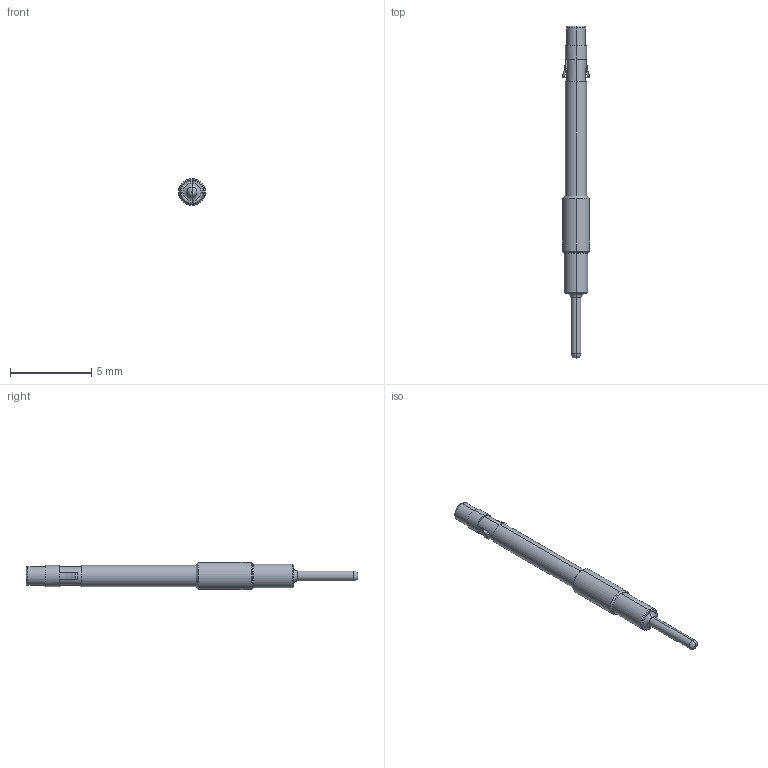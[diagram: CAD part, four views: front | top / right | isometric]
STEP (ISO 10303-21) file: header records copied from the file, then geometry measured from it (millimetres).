
FILE_DESCRIPTION (( 'STEP AP214' ), '1' );
FILE_NAME ('ICO60 A1 S1P1.STEP', '2007-06-15T19:20:21', ( 'Authorized User' ), ( '' ), 'SwSTEP 2.0', 'SolidWorks 2007', '' );
FILE_SCHEMA (( 'AUTOMOTIVE_DESIGN' ));
Length unit declared in the file: inch
Products named in the file (1): ICO60 A1 S1P1
Bounding box: 1.65 x 20.44 x 1.65 mm (x, y, z)
Volume: 23.8 mm3; surface area: 95.4 mm2
Topology: 1 solids, 1 shells, 63 faces, 138 edges, 82 vertices
Faces by surface type: torus 18, plane 17, cylinder 16, cone 12
Entity records: 1829 total; most frequent: CARTESIAN_POINT 390, DIRECTION 330, ORIENTED_EDGE 276, AXIS2_PLACEMENT_3D 148, EDGE_CURVE 138, CIRCLE 84, VERTEX_POINT 82, EDGE_LOOP 68
